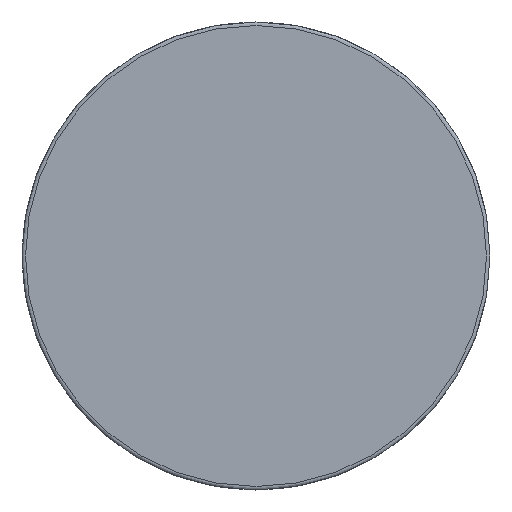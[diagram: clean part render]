
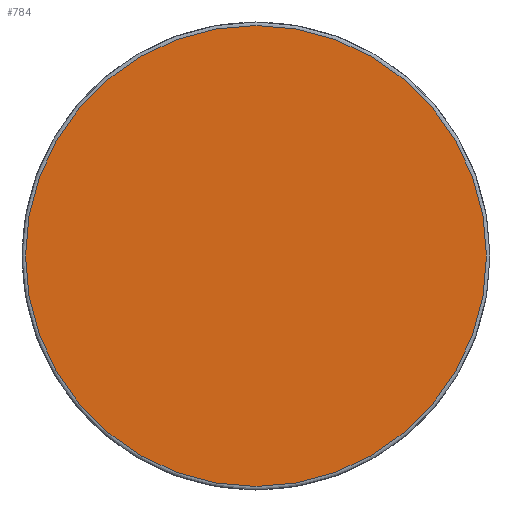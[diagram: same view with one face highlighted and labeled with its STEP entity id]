
A CAD part, front view. The second image highlights one B-rep face of the part: STEP entity #784.
In plain terms, the highlighted planar face has unit normal (0, -1, 0).
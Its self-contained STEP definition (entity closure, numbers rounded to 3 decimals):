
#784 = ADVANCED_FACE('',(#785),#805,.T.);
#785 = FACE_BOUND('',#786,.T.);
#786 = EDGE_LOOP('',(#787,#798));
#787 = ORIENTED_EDGE('',*,*,#788,.F.);
#788 = EDGE_CURVE('',#789,#791,#793,.T.);
#789 = VERTEX_POINT('',#790);
#790 = CARTESIAN_POINT('',(-10.007,-0.181,
    -37.49));
#791 = VERTEX_POINT('',#792);
#792 = CARTESIAN_POINT('',(14.026,-0.181,
    -37.49));
#793 = CIRCLE('',#794,12.016);
#794 = AXIS2_PLACEMENT_3D('',#795,#796,#797);
#795 = CARTESIAN_POINT('',(2.009,-0.181,-37.49
    ));
#796 = DIRECTION('',(0.,1.,0.));
#797 = DIRECTION('',(1.,0.,0.));
#798 = ORIENTED_EDGE('',*,*,#799,.F.);
#799 = EDGE_CURVE('',#791,#789,#800,.T.);
#800 = CIRCLE('',#801,12.016);
#801 = AXIS2_PLACEMENT_3D('',#802,#803,#804);
#802 = CARTESIAN_POINT('',(2.009,-0.181,-37.49
    ));
#803 = DIRECTION('',(0.,1.,0.));
#804 = DIRECTION('',(1.,0.,0.));
#805 = PLANE('',#806);
#806 = AXIS2_PLACEMENT_3D('',#807,#808,#809);
#807 = CARTESIAN_POINT('',(-10.007,-0.181,
    -37.49));
#808 = DIRECTION('',(0.,-1.,0.));
#809 = DIRECTION('',(1.,0.,0.));
